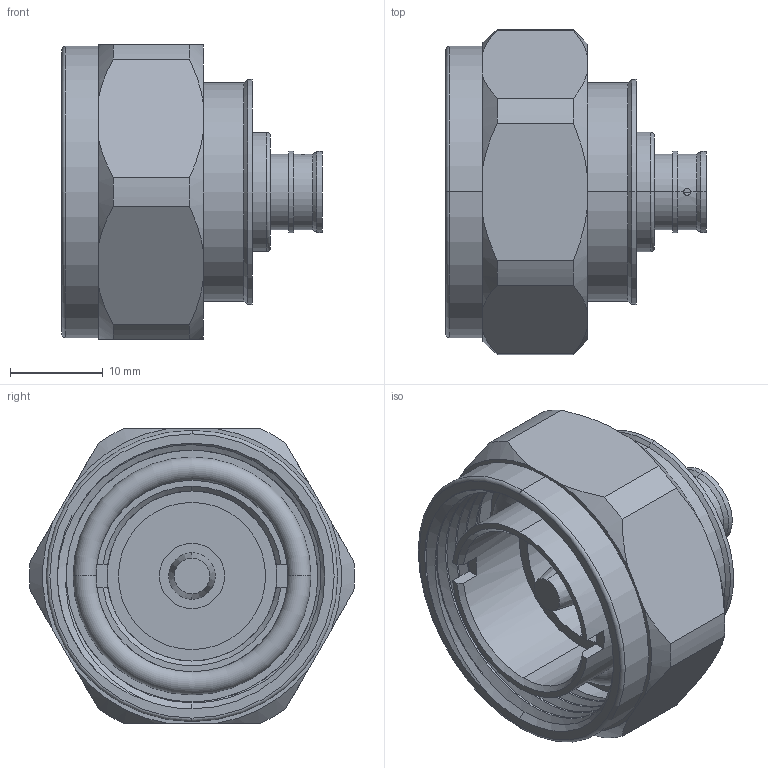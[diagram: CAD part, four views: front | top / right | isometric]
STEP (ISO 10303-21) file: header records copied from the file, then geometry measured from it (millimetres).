
FILE_DESCRIPTION (( 'STEP AP214' ), '1' );
FILE_NAME ('FMCN1700.step', '2021-01-28T21:29:28', ( '' ), ( '' ), 'SwSTEP 2.0', 'SolidWorks 2018', '' );
FILE_SCHEMA (( 'AUTOMOTIVE_DESIGN' ));
Length unit declared in the file: inch
Products named in the file (1): FMCN1700
Bounding box: 28 x 34.98 x 31.75 mm (x, y, z)
Volume: 9513 mm3; surface area: 9427.3 mm2
Topology: 1 solids, 4 shells, 131 faces, 318 edges, 205 vertices
Faces by surface type: cylinder 58, plane 34, cone 28, torus 8, bspline 3
Entity records: 5083 total; most frequent: CARTESIAN_POINT 1986, DIRECTION 655, ORIENTED_EDGE 636, EDGE_CURVE 318, AXIS2_PLACEMENT_3D 275, VERTEX_POINT 205, EDGE_LOOP 149, CIRCLE 146
